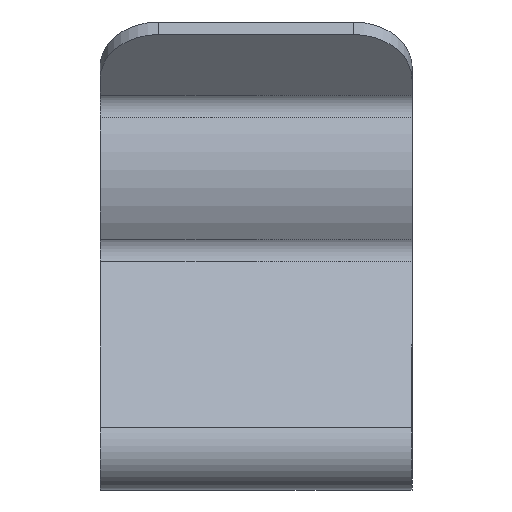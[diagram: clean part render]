
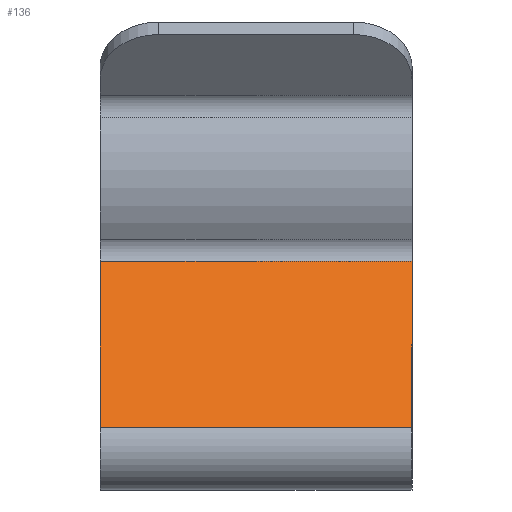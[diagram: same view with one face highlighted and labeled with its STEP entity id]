
A CAD part, left-side view. The second image highlights one B-rep face of the part: STEP entity #136.
In plain terms, the highlighted planar face has unit normal (-0.798, 0, 0.603).
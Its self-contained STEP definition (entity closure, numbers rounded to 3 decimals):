
#115=PLANE('',#796);
#136=ADVANCED_FACE('',(#191),#115,.F.);
#191=FACE_OUTER_BOUND('',#225,.T.);
#225=EDGE_LOOP('',(#415,#416,#417,#418));
#272=LINE('',#1136,#328);
#273=LINE('',#1140,#329);
#274=LINE('',#1142,#330);
#275=LINE('',#1144,#331);
#328=VECTOR('',#924,1.);
#329=VECTOR('',#929,1.);
#330=VECTOR('',#930,1.);
#331=VECTOR('',#931,1.);
#415=ORIENTED_EDGE('',*,*,#666,.T.);
#416=ORIENTED_EDGE('',*,*,#667,.F.);
#417=ORIENTED_EDGE('',*,*,#668,.F.);
#418=ORIENTED_EDGE('',*,*,#664,.T.);
#587=VERTEX_POINT('',#1135);
#588=VERTEX_POINT('',#1137);
#589=VERTEX_POINT('',#1141);
#590=VERTEX_POINT('',#1143);
#664=EDGE_CURVE('',#588,#587,#272,.T.);
#666=EDGE_CURVE('',#587,#589,#273,.T.);
#667=EDGE_CURVE('',#590,#589,#274,.T.);
#668=EDGE_CURVE('',#588,#590,#275,.T.);
#796=AXIS2_PLACEMENT_3D('',#1145,#932,#933);
#924=DIRECTION('',(0.,-1.,0.));
#929=DIRECTION('',(0.603,0.,0.798));
#930=DIRECTION('',(0.,-1.,0.));
#931=DIRECTION('',(0.603,0.,0.798));
#932=DIRECTION('',(0.798,0.,-0.603));
#933=DIRECTION('',(-0.603,0.,-0.798));
#1135=CARTESIAN_POINT('',(-5.798,0.,1.603));
#1136=CARTESIAN_POINT('',(-5.798,8.,1.603));
#1137=CARTESIAN_POINT('',(-5.798,8.,1.603));
#1140=CARTESIAN_POINT('',(-5.798,0.,1.603));
#1141=CARTESIAN_POINT('',(-2.579,0.,5.859));
#1142=CARTESIAN_POINT('',(-2.579,8.,5.859));
#1143=CARTESIAN_POINT('',(-2.579,8.,5.859));
#1144=CARTESIAN_POINT('',(-5.798,8.,1.603));
#1145=CARTESIAN_POINT('',(-5.798,8.,1.603));
